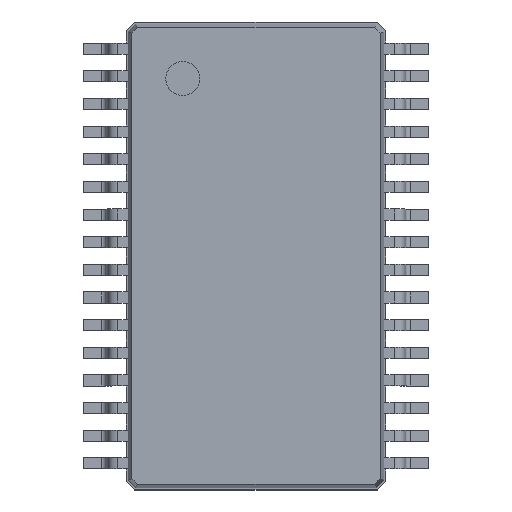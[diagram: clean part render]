
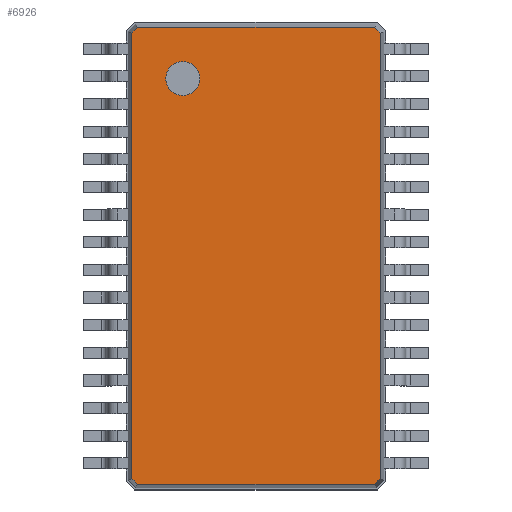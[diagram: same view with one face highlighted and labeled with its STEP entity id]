
A CAD part, top view. The second image highlights one B-rep face of the part: STEP entity #6926.
In plain terms, the highlighted planar face has unit normal (0, 0, 1).
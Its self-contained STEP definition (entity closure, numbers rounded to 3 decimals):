
#13=DIRECTION('',(0.,0.,1.));
#27=VECTOR('',#28,1.);
#28=DIRECTION('',(1.,0.,0.));
#51=VECTOR('',#52,1.);
#52=DIRECTION('',(0.707,-0.707,0.));
#58=VECTOR('',#59,1.);
#59=DIRECTION('',(0.,-1.,0.));
#65=VECTOR('',#66,1.);
#66=DIRECTION('',(-0.707,-0.707,0.));
#72=VECTOR('',#73,1.);
#73=DIRECTION('',(-1.,0.,0.));
#79=VECTOR('',#80,1.);
#80=DIRECTION('',(-0.707,0.707,0.));
#86=VECTOR('',#87,1.);
#87=DIRECTION('',(0.,1.,0.));
#91=VECTOR('',#92,1.);
#92=DIRECTION('',(0.707,0.707,0.));
#2016=VERTEX_POINT('',#2017);
#2017=CARTESIAN_POINT('',(-2.92,5.235,1.));
#2019=ORIENTED_EDGE('',*,*,#2020,.F.);
#2020=EDGE_CURVE('',#2021,#2016,#2023,.T.);
#2021=VERTEX_POINT('',#2022);
#2022=CARTESIAN_POINT('',(-2.92,-5.235,1.));
#2023=LINE('',#2022,#86);
#2034=VERTEX_POINT('',#2035);
#2035=CARTESIAN_POINT('',(-2.785,5.37,1.));
#2037=ORIENTED_EDGE('',*,*,#2038,.F.);
#2038=EDGE_CURVE('',#2016,#2034,#2039,.T.);
#2039=LINE('',#2017,#91);
#2048=VERTEX_POINT('',#2049);
#2049=CARTESIAN_POINT('',(2.785,5.37,1.));
#2051=ORIENTED_EDGE('',*,*,#2052,.F.);
#2052=EDGE_CURVE('',#2034,#2048,#2053,.T.);
#2053=LINE('',#2035,#27);
#2062=VERTEX_POINT('',#2063);
#2063=CARTESIAN_POINT('',(2.92,5.235,1.));
#2065=ORIENTED_EDGE('',*,*,#2066,.F.);
#2066=EDGE_CURVE('',#2048,#2062,#2067,.T.);
#2067=LINE('',#2049,#51);
#2204=VERTEX_POINT('',#2205);
#2205=CARTESIAN_POINT('',(2.92,-5.235,1.));
#2207=ORIENTED_EDGE('',*,*,#2208,.F.);
#2208=EDGE_CURVE('',#2062,#2204,#2209,.T.);
#2209=LINE('',#2063,#58);
#6926=ADVANCED_FACE('',(#6927,#6942),#6952,.T.);
#6927=FACE_BOUND('',#6928,.T.);
#6928=EDGE_LOOP('',(#2051,#2037,#2019,#6929,#6934,#6939,#2207,#2065));
#6929=ORIENTED_EDGE('',*,*,#6930,.F.);
#6930=EDGE_CURVE('',#6931,#2021,#6933,.T.);
#6931=VERTEX_POINT('',#6932);
#6932=CARTESIAN_POINT('',(-2.785,-5.37,1.));
#6933=LINE('',#6932,#79);
#6934=ORIENTED_EDGE('',*,*,#6935,.F.);
#6935=EDGE_CURVE('',#6936,#6931,#6938,.T.);
#6936=VERTEX_POINT('',#6937);
#6937=CARTESIAN_POINT('',(2.785,-5.37,1.));
#6938=LINE('',#6937,#72);
#6939=ORIENTED_EDGE('',*,*,#6940,.F.);
#6940=EDGE_CURVE('',#2204,#6936,#6941,.T.);
#6941=LINE('',#2205,#65);
#6942=FACE_BOUND('',#6943,.T.);
#6943=EDGE_LOOP('',(#6944));
#6944=ORIENTED_EDGE('',*,*,#6945,.T.);
#6945=EDGE_CURVE('',#6946,#6946,#6948,.T.);
#6946=VERTEX_POINT('',#6947);
#6947=CARTESIAN_POINT('',(-1.72,3.77,1.));
#6948=CIRCLE('',#6949,0.4);
#6949=AXIS2_PLACEMENT_3D('',#6950,#6951,#59);
#6950=CARTESIAN_POINT('',(-1.72,4.17,1.));
#6951=DIRECTION('',(0.,-0.,-1.));
#6952=PLANE('',#6953);
#6953=AXIS2_PLACEMENT_3D('',#2035,#13,#6954);
#6954=DIRECTION('',(0.46,-0.888,0.));
